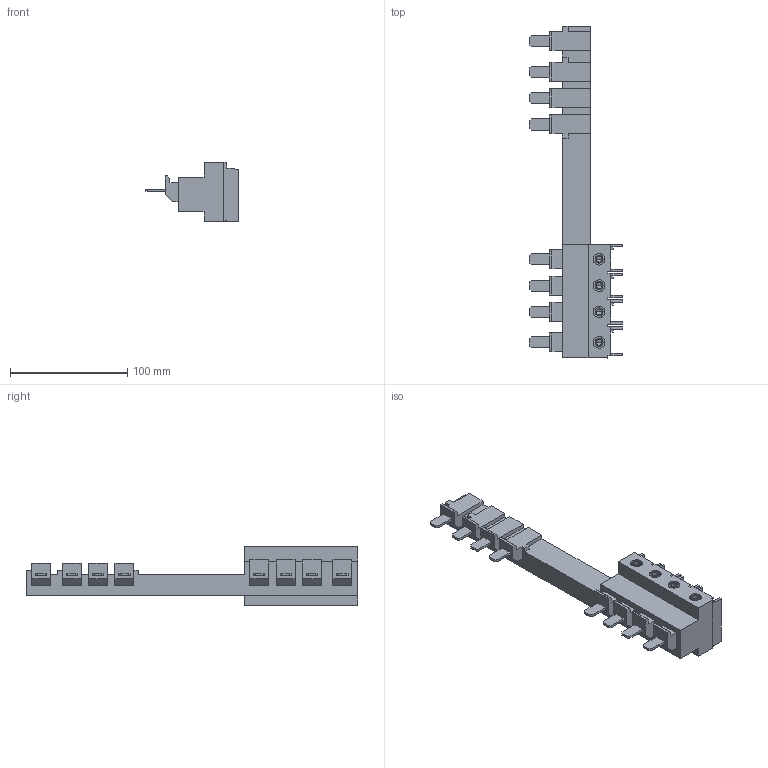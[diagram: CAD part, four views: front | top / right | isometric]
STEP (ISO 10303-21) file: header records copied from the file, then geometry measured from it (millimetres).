
FILE_DESCRIPTION((''),'2;1');
FILE_NAME('MALLI','2024-04-17T10:17:01',('FIRARAN'),(''),'CREO PARAMETRIC BY PTC INC, 2022364','CREO PARAMETRIC BY PTC INC, 2022364','');
FILE_SCHEMA(('AUTOMOTIVE_DESIGN { 1 0 10303 214 1 1 1 1 }'));
Length unit declared in the file: millimetre
Products named in the file (1): MALLI
Bounding box: 79.5 x 283.25 x 50.5 mm (x, y, z)
Surface area: 62358.6 mm2 (no closed solid volume)
Topology: 0 solids, 6 shells, 283 faces, 785 edges, 532 vertices
Faces by surface type: plane 255, cylinder 27, extrusion 1
Entity records: 14102 total; most frequent: CARTESIAN_POINT 1776, ORIENTED_EDGE 1544, DIRECTION 1404, PRESENTATION_STYLE_ASSIGNMENT 1079, STYLED_ITEM 796, CURVE_STYLE 790, EDGE_CURVE 785, VECTOR 715
